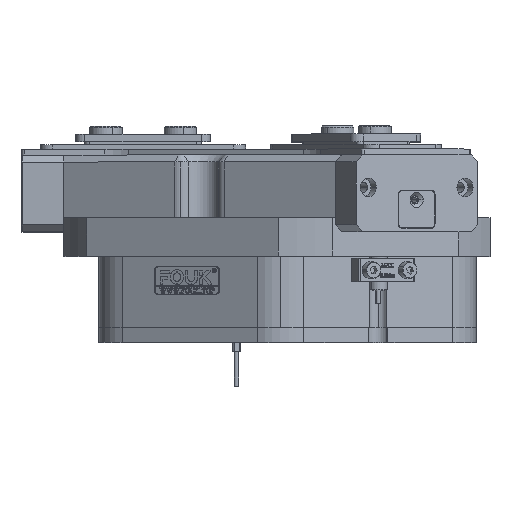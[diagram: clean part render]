
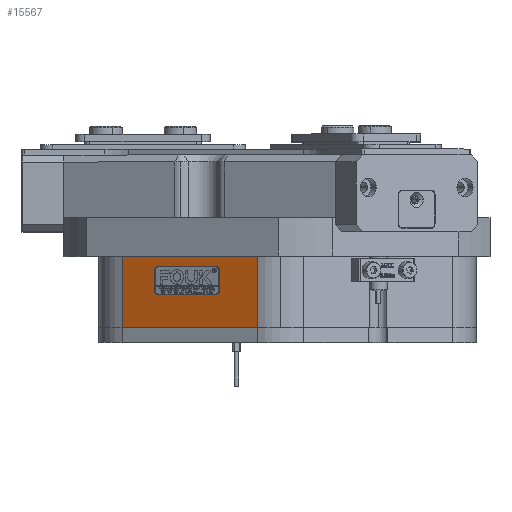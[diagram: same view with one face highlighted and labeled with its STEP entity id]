
A CAD part, top view. The second image highlights one B-rep face of the part: STEP entity #15567.
In plain terms, the highlighted planar face has unit normal (-0.5, 0, 0.866).
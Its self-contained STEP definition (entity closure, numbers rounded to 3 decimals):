
#67 = DIRECTION ( 'NONE',  ( -0.866, 0., -0.5 ) ) ;
#1796 = CARTESIAN_POINT ( 'NONE',  ( -54.423, 24.1, 63.264 ) ) ;
#3238 = ORIENTED_EDGE ( 'NONE', *, *, #8774, .T. ) ;
#3685 = LINE ( 'NONE', #46632, #43178 ) ;
#5794 = DIRECTION ( 'NONE',  ( -0.866, 0., -0.5 ) ) ;
#6216 = EDGE_CURVE ( 'NONE', #61698, #32962, #28329, .T. ) ;
#6242 = AXIS2_PLACEMENT_3D ( 'NONE', #39111, #48477, #5794 ) ;
#6439 = DIRECTION ( 'NONE',  ( 0., -1., 0. ) ) ;
#7181 = CARTESIAN_POINT ( 'NONE',  ( -70., 0., 54.271 ) ) ;
#7471 = ORIENTED_EDGE ( 'NONE', *, *, #38765, .F. ) ;
#8458 = CARTESIAN_POINT ( 'NONE',  ( -12., 30.5, 87.757 ) ) ;
#8670 = LINE ( 'NONE', #33772, #28842 ) ;
#8774 = EDGE_CURVE ( 'NONE', #17864, #32687, #23127, .T. ) ;
#10673 = CARTESIAN_POINT ( 'NONE',  ( -30.175, 14., 77.264 ) ) ;
#11622 = CARTESIAN_POINT ( 'NONE',  ( 82., 0., 142.028 ) ) ;
#12158 = DIRECTION ( 'NONE',  ( 0., -1., 0. ) ) ;
#12275 = AXIS2_PLACEMENT_3D ( 'NONE', #1796, #25757, #39272 ) ;
#12803 = VECTOR ( 'NONE', #14167, 1000. ) ;
#13308 = CARTESIAN_POINT ( 'NONE',  ( -30.175, 14., 77.264 ) ) ;
#14167 = DIRECTION ( 'NONE',  ( 0.866, 0., 0.5 ) ) ;
#14439 = FACE_OUTER_BOUND ( 'NONE', #33190, .T. ) ;
#15069 = LINE ( 'NONE', #11622, #56040 ) ;
#15567 = ADVANCED_FACE ( 'NONE', ( #14439, #50909 ), #30864, .T. ) ;
#17062 = AXIS2_PLACEMENT_3D ( 'NONE', #52499, #47084, #51886 ) ;
#17529 = DIRECTION ( 'NONE',  ( -0.5, 0., 0.866 ) ) ;
#17864 = VERTEX_POINT ( 'NONE', #32651 ) ;
#17932 = LINE ( 'NONE', #13308, #41037 ) ;
#18566 = CARTESIAN_POINT ( 'NONE',  ( -56.242, 24.1, 62.214 ) ) ;
#18855 = CARTESIAN_POINT ( 'NONE',  ( -56.242, 24.1, 62.214 ) ) ;
#20410 = CARTESIAN_POINT ( 'NONE',  ( -30.175, 26.2, 77.264 ) ) ;
#20887 = VECTOR ( 'NONE', #12158, 1000. ) ;
#21025 = ORIENTED_EDGE ( 'NONE', *, *, #48166, .T. ) ;
#21323 = VERTEX_POINT ( 'NONE', #43196 ) ;
#21654 = ORIENTED_EDGE ( 'NONE', *, *, #43803, .T. ) ;
#21993 = VERTEX_POINT ( 'NONE', #20410 ) ;
#22767 = VECTOR ( 'NONE', #6439, 1000. ) ;
#23127 = LINE ( 'NONE', #26131, #20887 ) ;
#24090 = VERTEX_POINT ( 'NONE', #42014 ) ;
#25384 = VECTOR ( 'NONE', #51870, 1000. ) ;
#25757 = DIRECTION ( 'NONE',  ( 0.5, 0., -0.866 ) ) ;
#25890 = ORIENTED_EDGE ( 'NONE', *, *, #32020, .T. ) ;
#26131 = CARTESIAN_POINT ( 'NONE',  ( -70., 74., 54.271 ) ) ;
#26686 = VERTEX_POINT ( 'NONE', #60023 ) ;
#26918 = DIRECTION ( 'NONE',  ( 0.866, 0., 0.5 ) ) ;
#28166 = CARTESIAN_POINT ( 'NONE',  ( -54.423, 16.1, 63.264 ) ) ;
#28184 = ORIENTED_EDGE ( 'NONE', *, *, #30516, .T. ) ;
#28329 = LINE ( 'NONE', #18566, #25384 ) ;
#28669 = ORIENTED_EDGE ( 'NONE', *, *, #51541, .T. ) ;
#28842 = VECTOR ( 'NONE', #42915, 1000. ) ;
#28891 = EDGE_CURVE ( 'NONE', #26686, #61698, #35236, .T. ) ;
#29305 = ORIENTED_EDGE ( 'NONE', *, *, #56465, .T. ) ;
#30192 = CARTESIAN_POINT ( 'NONE',  ( -28.356, 24.1, 78.314 ) ) ;
#30243 = LINE ( 'NONE', #30192, #22767 ) ;
#30433 = AXIS2_PLACEMENT_3D ( 'NONE', #44594, #17529, #26918 ) ;
#30516 = EDGE_CURVE ( 'NONE', #51752, #26686, #17932, .T. ) ;
#30864 = PLANE ( 'NONE',  #30433 ) ;
#32020 = EDGE_CURVE ( 'NONE', #21993, #40406, #37146, .T. ) ;
#32651 = CARTESIAN_POINT ( 'NONE',  ( -70., 30.5, 54.271 ) ) ;
#32687 = VERTEX_POINT ( 'NONE', #7181 ) ;
#32925 = ORIENTED_EDGE ( 'NONE', *, *, #6216, .T. ) ;
#32962 = VERTEX_POINT ( 'NONE', #18855 ) ;
#33190 = EDGE_LOOP ( 'NONE', ( #38460, #3238, #7471, #28669 ) ) ;
#33772 = CARTESIAN_POINT ( 'NONE',  ( -12., 74., 87.757 ) ) ;
#35236 = CIRCLE ( 'NONE', #39695, 2.1 ) ;
#37146 = CIRCLE ( 'NONE', #17062, 2.1 ) ;
#38460 = ORIENTED_EDGE ( 'NONE', *, *, #45136, .F. ) ;
#38765 = EDGE_CURVE ( 'NONE', #50225, #32687, #15069, .T. ) ;
#39111 = CARTESIAN_POINT ( 'NONE',  ( -30.175, 16.1, 77.264 ) ) ;
#39272 = DIRECTION ( 'NONE',  ( -0.866, 0., -0.5 ) ) ;
#39695 = AXIS2_PLACEMENT_3D ( 'NONE', #28166, #57059, #67 ) ;
#40406 = VERTEX_POINT ( 'NONE', #57791 ) ;
#41037 = VECTOR ( 'NONE', #51184, 1000. ) ;
#42014 = CARTESIAN_POINT ( 'NONE',  ( -54.423, 26.2, 63.264 ) ) ;
#42581 = CIRCLE ( 'NONE', #12275, 2.1 ) ;
#42915 = DIRECTION ( 'NONE',  ( 0., 1., 0. ) ) ;
#43082 = CARTESIAN_POINT ( 'NONE',  ( -30.175, 26.2, 77.264 ) ) ;
#43178 = VECTOR ( 'NONE', #51419, 1000. ) ;
#43196 = CARTESIAN_POINT ( 'NONE',  ( -28.356, 16.1, 78.314 ) ) ;
#43303 = LINE ( 'NONE', #43082, #12803 ) ;
#43803 = EDGE_CURVE ( 'NONE', #24090, #21993, #43303, .T. ) ;
#44594 = CARTESIAN_POINT ( 'NONE',  ( 82., 74., 142.028 ) ) ;
#44866 = EDGE_LOOP ( 'NONE', ( #21025, #46378, #28184, #46812, #32925, #29305, #21654, #25890 ) ) ;
#45136 = EDGE_CURVE ( 'NONE', #17864, #54622, #3685, .T. ) ;
#46378 = ORIENTED_EDGE ( 'NONE', *, *, #53798, .T. ) ;
#46632 = CARTESIAN_POINT ( 'NONE',  ( -41., 30.5, 71.014 ) ) ;
#46812 = ORIENTED_EDGE ( 'NONE', *, *, #28891, .T. ) ;
#47084 = DIRECTION ( 'NONE',  ( 0.5, 0., -0.866 ) ) ;
#48166 = EDGE_CURVE ( 'NONE', #40406, #21323, #30243, .T. ) ;
#48477 = DIRECTION ( 'NONE',  ( 0.5, 0., -0.866 ) ) ;
#49274 = DIRECTION ( 'NONE',  ( -0.866, 0., -0.5 ) ) ;
#50225 = VERTEX_POINT ( 'NONE', #58846 ) ;
#50454 = CARTESIAN_POINT ( 'NONE',  ( -56.242, 16.1, 62.214 ) ) ;
#50909 = FACE_BOUND ( 'NONE', #44866, .T. ) ;
#51184 = DIRECTION ( 'NONE',  ( -0.866, 0., -0.5 ) ) ;
#51419 = DIRECTION ( 'NONE',  ( 0.866, 0., 0.5 ) ) ;
#51541 = EDGE_CURVE ( 'NONE', #50225, #54622, #8670, .T. ) ;
#51752 = VERTEX_POINT ( 'NONE', #10673 ) ;
#51776 = CIRCLE ( 'NONE', #6242, 2.1 ) ;
#51870 = DIRECTION ( 'NONE',  ( 0., 1., 0. ) ) ;
#51886 = DIRECTION ( 'NONE',  ( 0.866, 0., 0.5 ) ) ;
#52499 = CARTESIAN_POINT ( 'NONE',  ( -30.175, 24.1, 77.264 ) ) ;
#53798 = EDGE_CURVE ( 'NONE', #21323, #51752, #51776, .T. ) ;
#54622 = VERTEX_POINT ( 'NONE', #8458 ) ;
#56040 = VECTOR ( 'NONE', #49274, 1000. ) ;
#56465 = EDGE_CURVE ( 'NONE', #32962, #24090, #42581, .T. ) ;
#57059 = DIRECTION ( 'NONE',  ( 0.5, 0., -0.866 ) ) ;
#57791 = CARTESIAN_POINT ( 'NONE',  ( -28.356, 24.1, 78.314 ) ) ;
#58846 = CARTESIAN_POINT ( 'NONE',  ( -12., 0., 87.757 ) ) ;
#60023 = CARTESIAN_POINT ( 'NONE',  ( -54.423, 14., 63.264 ) ) ;
#61698 = VERTEX_POINT ( 'NONE', #50454 ) ;
